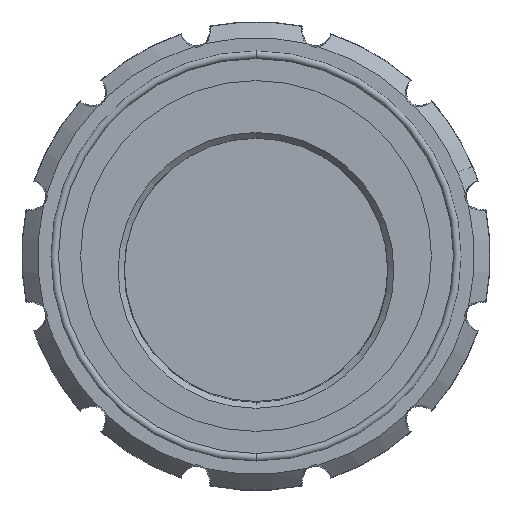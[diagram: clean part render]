
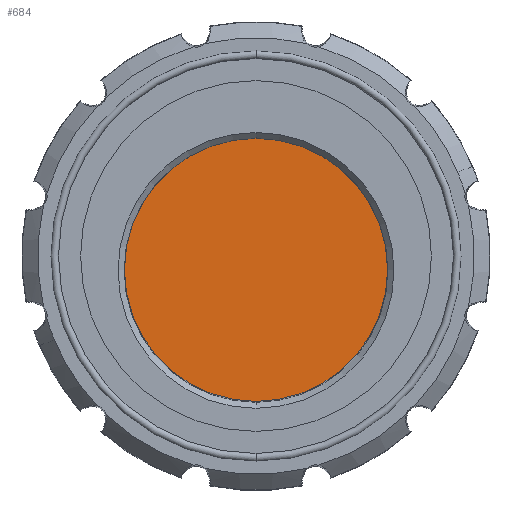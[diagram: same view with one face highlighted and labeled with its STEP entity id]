
A CAD part, left-side view. The second image highlights one B-rep face of the part: STEP entity #684.
In plain terms, the highlighted planar face has unit normal (-1, 0, 0).
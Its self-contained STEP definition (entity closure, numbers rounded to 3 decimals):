
#684=ADVANCED_FACE('',(#1711),#1712,.T.);
#1711=FACE_OUTER_BOUND('',#3096,.T.);
#1712=PLANE('',#3097);
#3096=EDGE_LOOP('',(#5025,#5026,#5027));
#3097=AXIS2_PLACEMENT_3D('',#5028,#5029,#5030);
#5025=ORIENTED_EDGE('',*,*,#8782,.T.);
#5026=ORIENTED_EDGE('',*,*,#8790,.T.);
#5027=ORIENTED_EDGE('',*,*,#8788,.T.);
#5028=CARTESIAN_POINT('',(-15.5,0.0,-12.0));
#5029=DIRECTION('',(-1.0,0.0,0.0));
#5030=DIRECTION('',(0.0,-1.0,0.0));
#8782=EDGE_CURVE('',#10676,#10673,#10677,.T.);
#8788=EDGE_CURVE('',#10682,#10676,#10685,.T.);
#8790=EDGE_CURVE('',#10673,#10682,#10687,.T.);
#10673=VERTEX_POINT('',#14508);
#10676=VERTEX_POINT('',#14512);
#10677=CIRCLE('',#14513,114.0);
#10682=VERTEX_POINT('',#14519);
#10685=CIRCLE('',#14523,114.0);
#10687=CIRCLE('',#14525,114.0);
#14508=CARTESIAN_POINT('',(-15.5,114.0,-12.0));
#14512=CARTESIAN_POINT('',(-15.5,0.0,102.0));
#14513=AXIS2_PLACEMENT_3D('',#19222,#19223,#19224);
#14519=CARTESIAN_POINT('',(-15.5,-114.0,-12.0));
#14523=AXIS2_PLACEMENT_3D('',#19233,#19234,#19235);
#14525=AXIS2_PLACEMENT_3D('',#19236,#19237,#19238);
#19222=CARTESIAN_POINT('',(-15.5,0.0,-12.0));
#19223=DIRECTION('',(-1.0,0.0,0.0));
#19224=DIRECTION('',(0.0,-1.0,0.0));
#19233=CARTESIAN_POINT('',(-15.5,0.0,-12.0));
#19234=DIRECTION('',(-1.0,0.0,0.0));
#19235=DIRECTION('',(0.0,-1.0,0.0));
#19236=CARTESIAN_POINT('',(-15.5,0.0,-12.0));
#19237=DIRECTION('',(-1.0,0.0,0.0));
#19238=DIRECTION('',(0.0,-1.0,0.0));
